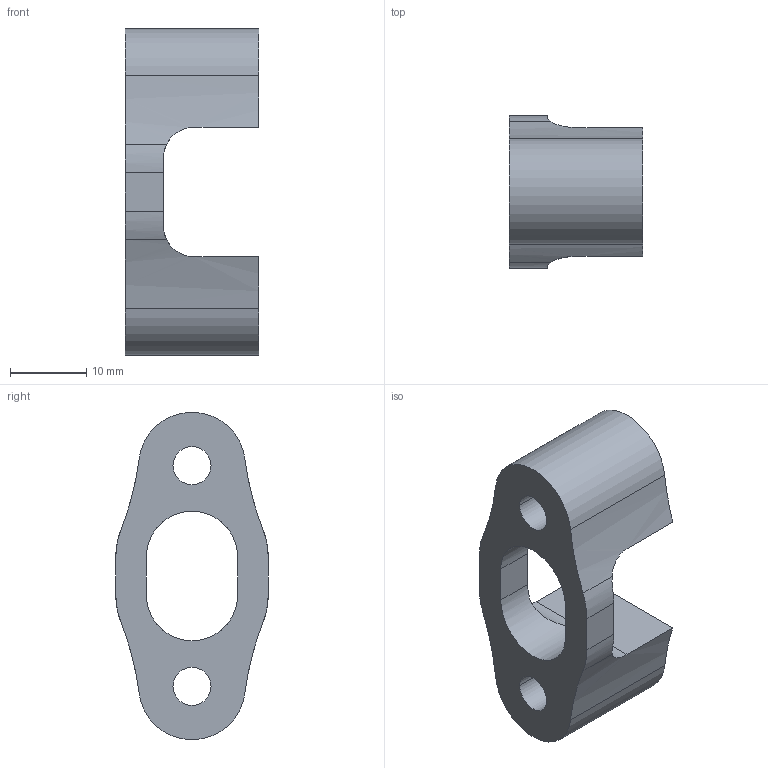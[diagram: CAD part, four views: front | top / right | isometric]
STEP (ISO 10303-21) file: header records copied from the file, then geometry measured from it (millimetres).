
FILE_DESCRIPTION(('CATIA V5 STEP Exchange'),'2;1');
FILE_NAME('9150141_Pedale_frein_arriere_2.stp','2017-11-20T10:15:47+00:00',('none'),('none'),'Version 5-6 Release 2012','CATIA V5 STEP AP203','none');
FILE_SCHEMA(('CONFIG_CONTROL_DESIGN'));
Length unit declared in the file: millimetre
Products named in the file (1): 9150141_Pedale_frein_arriere_2
Bounding box: 17.5 x 20 x 42.95 mm (x, y, z)
Volume: 6071.5 mm3; surface area: 3475.3 mm2
Topology: 1 solids, 1 shells, 31 faces, 88 edges, 58 vertices
Faces by surface type: cylinder 20, plane 11
Entity records: 1067 total; most frequent: CARTESIAN_POINT 249, ORIENTED_EDGE 176, DIRECTION 128, EDGE_CURVE 88, AXIS2_PLACEMENT_3D 61, VERTEX_POINT 58, VECTOR 42, LINE 42
